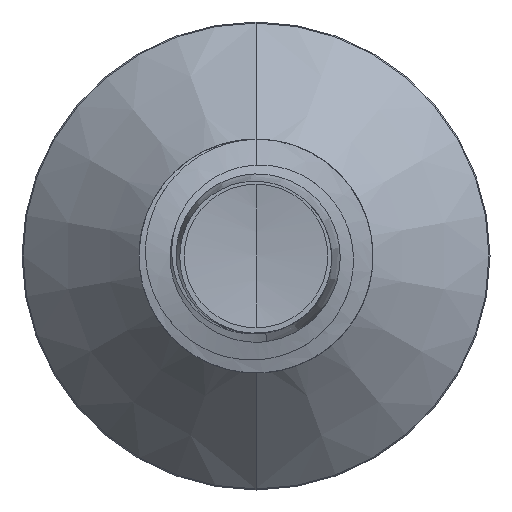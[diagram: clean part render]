
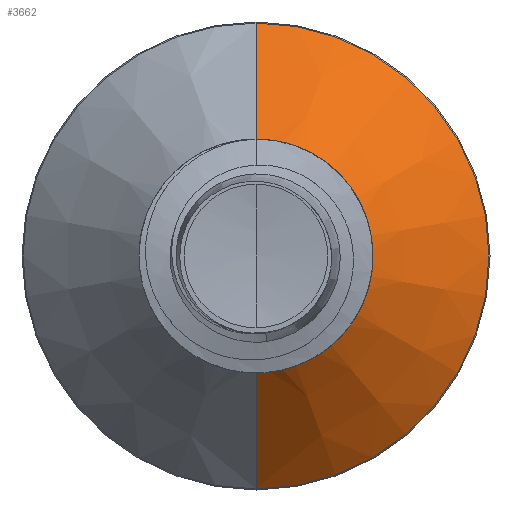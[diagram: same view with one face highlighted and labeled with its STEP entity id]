
A CAD part, front view. The second image highlights one B-rep face of the part: STEP entity #3662.
In plain terms, the highlighted conical face has half-angle 45 degrees and reference radius 0.638 mm.
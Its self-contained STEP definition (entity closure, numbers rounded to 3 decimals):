
#108 = EDGE_LOOP ( 'NONE', ( #4281, #11973, #9811, #6825 ) ) ;
#980 = AXIS2_PLACEMENT_3D ( 'NONE', #2514, #10309, #3667 ) ;
#1294 = VECTOR ( 'NONE', #7163, 1000. ) ;
#1332 = CARTESIAN_POINT ( 'NONE',  ( 0., 3.694, 1.394 ) ) ;
#1855 = LINE ( 'NONE', #9300, #1294 ) ;
#2272 = CARTESIAN_POINT ( 'NONE',  ( 0., 3.694, -1.394 ) ) ;
#2426 = CARTESIAN_POINT ( 'NONE',  ( 0., 2.938, 0. ) ) ;
#2499 = CIRCLE ( 'NONE', #980, 1.394 ) ;
#2514 = CARTESIAN_POINT ( 'NONE',  ( 0., 3.694, 0. ) ) ;
#2940 = DIRECTION ( 'NONE',  ( 0., 1., 0. ) ) ;
#3573 = AXIS2_PLACEMENT_3D ( 'NONE', #2426, #10236, #3583 ) ;
#3583 = DIRECTION ( 'NONE',  ( 0., 0., 1. ) ) ;
#3662 = ADVANCED_FACE ( 'NONE', ( #8749 ), #5512, .T. ) ;
#3667 = DIRECTION ( 'NONE',  ( 0., 0., 1. ) ) ;
#4003 = DIRECTION ( 'NONE',  ( 0., 0.707, 0.707 ) ) ;
#4096 = LINE ( 'NONE', #9582, #12722 ) ;
#4281 = ORIENTED_EDGE ( 'NONE', *, *, #9274, .T. ) ;
#4816 = CARTESIAN_POINT ( 'NONE',  ( 0., 2.938, -0.638 ) ) ;
#5242 = CARTESIAN_POINT ( 'NONE',  ( 0., 2.938, 0. ) ) ;
#5512 = CONICAL_SURFACE ( 'NONE', #6438, 0.638, 0.785 ) ;
#6438 = AXIS2_PLACEMENT_3D ( 'NONE', #5242, #2940, #11671 ) ;
#6825 = ORIENTED_EDGE ( 'NONE', *, *, #11978, .F. ) ;
#6852 = VERTEX_POINT ( 'NONE', #1332 ) ;
#7163 = DIRECTION ( 'NONE',  ( 0., 0.707, -0.707 ) ) ;
#7402 = VERTEX_POINT ( 'NONE', #13451 ) ;
#8749 = FACE_OUTER_BOUND ( 'NONE', #108, .T. ) ;
#9191 = CIRCLE ( 'NONE', #3573, 0.638 ) ;
#9274 = EDGE_CURVE ( 'NONE', #7402, #12213, #9191, .T. ) ;
#9300 = CARTESIAN_POINT ( 'NONE',  ( 0., 2.938, -0.638 ) ) ;
#9582 = CARTESIAN_POINT ( 'NONE',  ( 0., 2.938, 0.638 ) ) ;
#9811 = ORIENTED_EDGE ( 'NONE', *, *, #10004, .F. ) ;
#10004 = EDGE_CURVE ( 'NONE', #6852, #11611, #2499, .T. ) ;
#10068 = EDGE_CURVE ( 'NONE', #12213, #11611, #1855, .T. ) ;
#10236 = DIRECTION ( 'NONE',  ( 0., 1., 0. ) ) ;
#10309 = DIRECTION ( 'NONE',  ( 0., 1., 0. ) ) ;
#11611 = VERTEX_POINT ( 'NONE', #2272 ) ;
#11671 = DIRECTION ( 'NONE',  ( 0., 0., 1. ) ) ;
#11973 = ORIENTED_EDGE ( 'NONE', *, *, #10068, .T. ) ;
#11978 = EDGE_CURVE ( 'NONE', #7402, #6852, #4096, .T. ) ;
#12213 = VERTEX_POINT ( 'NONE', #4816 ) ;
#12722 = VECTOR ( 'NONE', #4003, 1000. ) ;
#13451 = CARTESIAN_POINT ( 'NONE',  ( 0., 2.938, 0.638 ) ) ;
